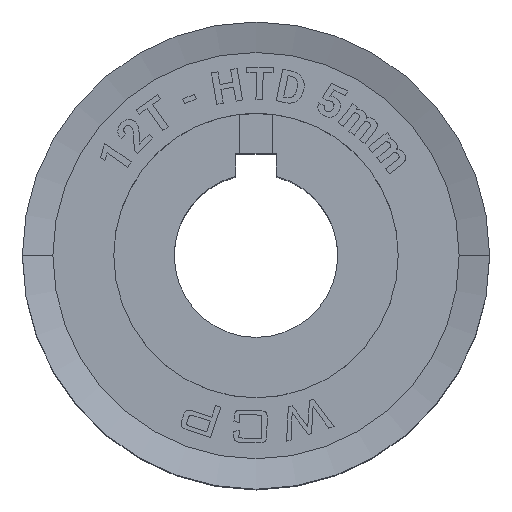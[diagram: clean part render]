
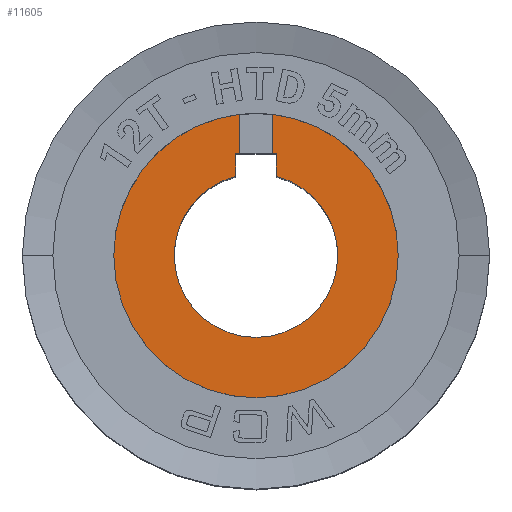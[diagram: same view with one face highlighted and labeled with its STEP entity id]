
A CAD part, top view. The second image highlights one B-rep face of the part: STEP entity #11605.
In plain terms, the highlighted planar face has unit normal (0, 0, 1).
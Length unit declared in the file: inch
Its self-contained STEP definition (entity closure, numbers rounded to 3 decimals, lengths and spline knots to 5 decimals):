
#511 = DIRECTION ( 'NONE',  ( 1., 0., 0. ) ) ;
#546 = CARTESIAN_POINT ( 'NONE',  ( 0.0395, 0.1535, 0.43307 ) ) ;
#554 = CIRCLE ( 'NONE', #9020, 0.1585 ) ;
#581 = EDGE_LOOP ( 'NONE', ( #2266, #11068, #6966, #6175, #7335, #6136, #3821, #3585, #7242, #4451, #1913, #4491 ) ) ;
#692 = DIRECTION ( 'NONE',  ( 0., 0., 1. ) ) ;
#693 = CARTESIAN_POINT ( 'NONE',  ( 0.27559, 0., 0.43307 ) ) ;
#787 = CARTESIAN_POINT ( 'NONE',  ( 0.03125, 0.198, 0.43307 ) ) ;
#882 = VERTEX_POINT ( 'NONE', #2779 ) ;
#988 = VERTEX_POINT ( 'NONE', #9665 ) ;
#1050 = VECTOR ( 'NONE', #11447, 39.37008 ) ;
#1149 = EDGE_CURVE ( 'NONE', #1601, #4674, #9443, .T. ) ;
#1322 = CARTESIAN_POINT ( 'NONE',  ( 0., 0., 0.43307 ) ) ;
#1526 = DIRECTION ( 'NONE',  ( 0., 1., 0. ) ) ;
#1601 = VERTEX_POINT ( 'NONE', #11246 ) ;
#1771 = DIRECTION ( 'NONE',  ( 1., 0., 0. ) ) ;
#1863 = CARTESIAN_POINT ( 'NONE',  ( 0., 0., 0.43307 ) ) ;
#1913 = ORIENTED_EDGE ( 'NONE', *, *, #5415, .T. ) ;
#2026 = LINE ( 'NONE', #9652, #9884 ) ;
#2266 = ORIENTED_EDGE ( 'NONE', *, *, #10468, .F. ) ;
#2328 = DIRECTION ( 'NONE',  ( 1., 0., 0. ) ) ;
#2553 = AXIS2_PLACEMENT_3D ( 'NONE', #1322, #6923, #7660 ) ;
#2715 = EDGE_CURVE ( 'NONE', #6599, #12166, #9164, .T. ) ;
#2779 = CARTESIAN_POINT ( 'NONE',  ( 0.1585, 0., 0.43307 ) ) ;
#2921 = CARTESIAN_POINT ( 'NONE',  ( -0.0395, 0.1535, 0.43307 ) ) ;
#3117 = CARTESIAN_POINT ( 'NONE',  ( 0.0395, 0.198, 0.43307 ) ) ;
#3264 = AXIS2_PLACEMENT_3D ( 'NONE', #9137, #692, #4442 ) ;
#3381 = DIRECTION ( 'NONE',  ( 0., 0., 1. ) ) ;
#3585 = ORIENTED_EDGE ( 'NONE', *, *, #8564, .F. ) ;
#3647 = LINE ( 'NONE', #10231, #10000 ) ;
#3671 = EDGE_CURVE ( 'NONE', #11731, #7357, #6614, .T. ) ;
#3772 = VERTEX_POINT ( 'NONE', #2921 ) ;
#3779 = CARTESIAN_POINT ( 'NONE',  ( -0.0395, 0.198, 0.43307 ) ) ;
#3821 = ORIENTED_EDGE ( 'NONE', *, *, #5537, .F. ) ;
#4018 = VECTOR ( 'NONE', #4474, 39.37008 ) ;
#4061 = CARTESIAN_POINT ( 'NONE',  ( -0.03125, 0.1022, 0.43307 ) ) ;
#4442 = DIRECTION ( 'NONE',  ( 1., 0., 0. ) ) ;
#4451 = ORIENTED_EDGE ( 'NONE', *, *, #1149, .T. ) ;
#4474 = DIRECTION ( 'NONE',  ( -1., 0., 0. ) ) ;
#4491 = ORIENTED_EDGE ( 'NONE', *, *, #2715, .T. ) ;
#4642 = CARTESIAN_POINT ( 'NONE',  ( 0.03125, 0.27381, 0.43307 ) ) ;
#4674 = VERTEX_POINT ( 'NONE', #8727 ) ;
#4833 = CARTESIAN_POINT ( 'NONE',  ( -0.1585, 0., 0.43307 ) ) ;
#5025 = CARTESIAN_POINT ( 'NONE',  ( 0.0395, 0.119, 0.43307 ) ) ;
#5037 = VECTOR ( 'NONE', #10191, 39.37008 ) ;
#5252 = DIRECTION ( 'NONE',  ( 0., 0., 1. ) ) ;
#5398 = LINE ( 'NONE', #7383, #4018 ) ;
#5415 = EDGE_CURVE ( 'NONE', #4674, #6599, #9597, .T. ) ;
#5486 = DIRECTION ( 'NONE',  ( 0., -1., 0. ) ) ;
#5537 = EDGE_CURVE ( 'NONE', #988, #3772, #3647, .T. ) ;
#5555 = EDGE_CURVE ( 'NONE', #882, #9234, #554, .T. ) ;
#6136 = ORIENTED_EDGE ( 'NONE', *, *, #9540, .F. ) ;
#6175 = ORIENTED_EDGE ( 'NONE', *, *, #5555, .F. ) ;
#6384 = CARTESIAN_POINT ( 'NONE',  ( 0., 0., 0.43307 ) ) ;
#6400 = EDGE_CURVE ( 'NONE', #7426, #882, #10015, .T. ) ;
#6445 = FACE_OUTER_BOUND ( 'NONE', #581, .T. ) ;
#6452 = VECTOR ( 'NONE', #11591, 39.37008 ) ;
#6599 = VERTEX_POINT ( 'NONE', #693 ) ;
#6614 = LINE ( 'NONE', #3779, #5037 ) ;
#6622 = EDGE_CURVE ( 'NONE', #1601, #9326, #11470, .T. ) ;
#6923 = DIRECTION ( 'NONE',  ( 0., 0., 1. ) ) ;
#6966 = ORIENTED_EDGE ( 'NONE', *, *, #11435, .F. ) ;
#7242 = ORIENTED_EDGE ( 'NONE', *, *, #6622, .F. ) ;
#7335 = ORIENTED_EDGE ( 'NONE', *, *, #6400, .F. ) ;
#7357 = VERTEX_POINT ( 'NONE', #787 ) ;
#7383 = CARTESIAN_POINT ( 'NONE',  ( -0.0395, 0.198, 0.43307 ) ) ;
#7426 = VERTEX_POINT ( 'NONE', #4833 ) ;
#7660 = DIRECTION ( 'NONE',  ( 1., 0., 0. ) ) ;
#7805 = LINE ( 'NONE', #5025, #1050 ) ;
#8070 = CARTESIAN_POINT ( 'NONE',  ( 0., 0., 0.43307 ) ) ;
#8297 = PLANE ( 'NONE',  #10492 ) ;
#8329 = DIRECTION ( 'NONE',  ( 1., 0., 0. ) ) ;
#8520 = AXIS2_PLACEMENT_3D ( 'NONE', #10064, #5252, #511 ) ;
#8564 = EDGE_CURVE ( 'NONE', #9326, #988, #5398, .T. ) ;
#8727 = CARTESIAN_POINT ( 'NONE',  ( -0.27559, 0., 0.43307 ) ) ;
#8816 = AXIS2_PLACEMENT_3D ( 'NONE', #9839, #10646, #2328 ) ;
#9020 = AXIS2_PLACEMENT_3D ( 'NONE', #1863, #10057, #8329 ) ;
#9137 = CARTESIAN_POINT ( 'NONE',  ( 0., 0., 0.43307 ) ) ;
#9164 = CIRCLE ( 'NONE', #3264, 0.27559 ) ;
#9234 = VERTEX_POINT ( 'NONE', #546 ) ;
#9326 = VERTEX_POINT ( 'NONE', #10196 ) ;
#9443 = CIRCLE ( 'NONE', #12195, 0.27559 ) ;
#9540 = EDGE_CURVE ( 'NONE', #3772, #7426, #10678, .T. ) ;
#9597 = CIRCLE ( 'NONE', #8816, 0.27559 ) ;
#9652 = CARTESIAN_POINT ( 'NONE',  ( 0.03125, 0.1022, 0.43307 ) ) ;
#9665 = CARTESIAN_POINT ( 'NONE',  ( -0.0395, 0.198, 0.43307 ) ) ;
#9839 = CARTESIAN_POINT ( 'NONE',  ( 0., 0., 0.43307 ) ) ;
#9884 = VECTOR ( 'NONE', #1526, 39.37008 ) ;
#9972 = DIRECTION ( 'NONE',  ( 1., 0., 0. ) ) ;
#10000 = VECTOR ( 'NONE', #5486, 39.37008 ) ;
#10015 = CIRCLE ( 'NONE', #2553, 0.1585 ) ;
#10057 = DIRECTION ( 'NONE',  ( 0., 0., 1. ) ) ;
#10064 = CARTESIAN_POINT ( 'NONE',  ( 0., 0., 0.43307 ) ) ;
#10138 = DIRECTION ( 'NONE',  ( 0., 0., 1. ) ) ;
#10191 = DIRECTION ( 'NONE',  ( -1., 0., 0. ) ) ;
#10196 = CARTESIAN_POINT ( 'NONE',  ( -0.03125, 0.198, 0.43307 ) ) ;
#10231 = CARTESIAN_POINT ( 'NONE',  ( -0.0395, 0.119, 0.43307 ) ) ;
#10468 = EDGE_CURVE ( 'NONE', #7357, #12166, #2026, .T. ) ;
#10492 = AXIS2_PLACEMENT_3D ( 'NONE', #6384, #10138, #1771 ) ;
#10646 = DIRECTION ( 'NONE',  ( 0., 0., 1. ) ) ;
#10678 = CIRCLE ( 'NONE', #8520, 0.1585 ) ;
#11068 = ORIENTED_EDGE ( 'NONE', *, *, #3671, .F. ) ;
#11246 = CARTESIAN_POINT ( 'NONE',  ( -0.03125, 0.27381, 0.43307 ) ) ;
#11435 = EDGE_CURVE ( 'NONE', #9234, #11731, #7805, .T. ) ;
#11447 = DIRECTION ( 'NONE',  ( 0., 1., 0. ) ) ;
#11470 = LINE ( 'NONE', #4061, #6452 ) ;
#11591 = DIRECTION ( 'NONE',  ( 0., -1., 0. ) ) ;
#11605 = ADVANCED_FACE ( 'NONE', ( #6445 ), #8297, .T. ) ;
#11731 = VERTEX_POINT ( 'NONE', #3117 ) ;
#12166 = VERTEX_POINT ( 'NONE', #4642 ) ;
#12195 = AXIS2_PLACEMENT_3D ( 'NONE', #8070, #3381, #9972 ) ;
